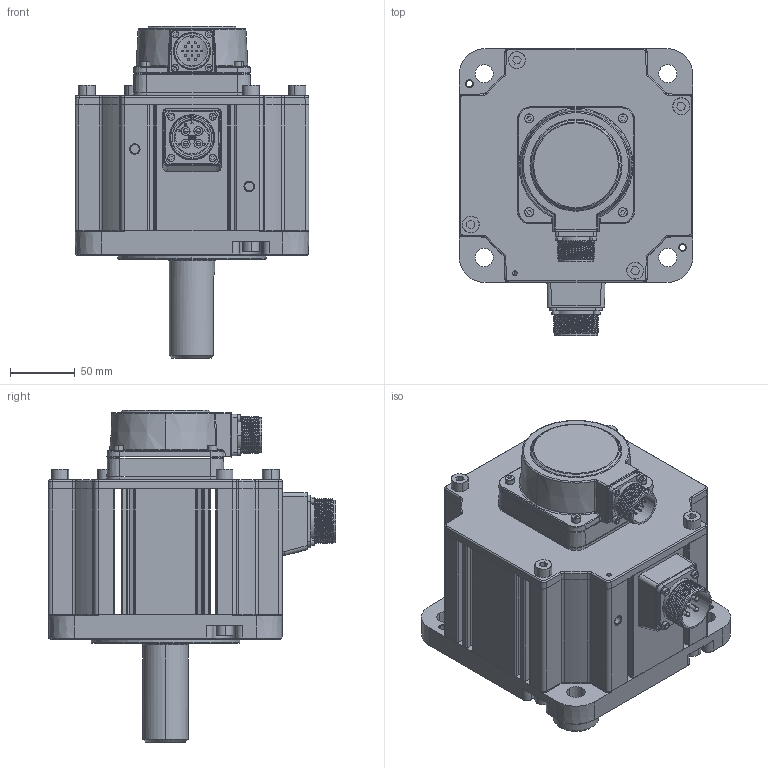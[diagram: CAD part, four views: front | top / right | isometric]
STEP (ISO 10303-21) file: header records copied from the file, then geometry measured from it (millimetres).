
FILE_DESCRIPTION (( 'STEP AP203' ), '1' );
FILE_NAME ('MS6G-180TH15B2-43P0.STEP', '2024-04-26T07:55:15', ( '' ), ( '' ), 'SwSTEP 2.0', 'SolidWorks 2022', '' );
FILE_SCHEMA (( 'CONFIG_CONTROL_DESIGN' ));
Length unit declared in the file: millimetre
Products named in the file (1): MS6G-180TH15B2-43P0
Bounding box: 180 x 220.9 x 255.5 mm (x, y, z)
Surface area: 231996.5 mm2 (no closed solid volume)
Topology: 0 solids, 69 shells, 1260 faces, 3781 edges, 2547 vertices
Faces by surface type: plane 432, cylinder 380, bspline 158, torus 139, cone 108, sphere 43
Entity records: 60583 total; most frequent: CARTESIAN_POINT 28272, DIRECTION 6607, ORIENTED_EDGE 6275, EDGE_CURVE 3735, VERTEX_POINT 2547, AXIS2_PLACEMENT_3D 2441, LINE 1725, VECTOR 1725
